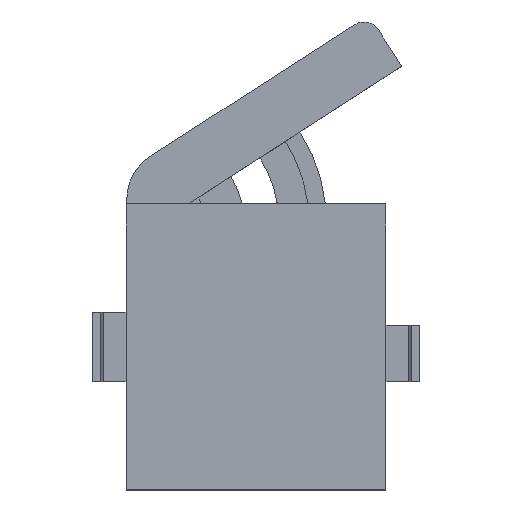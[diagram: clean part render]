
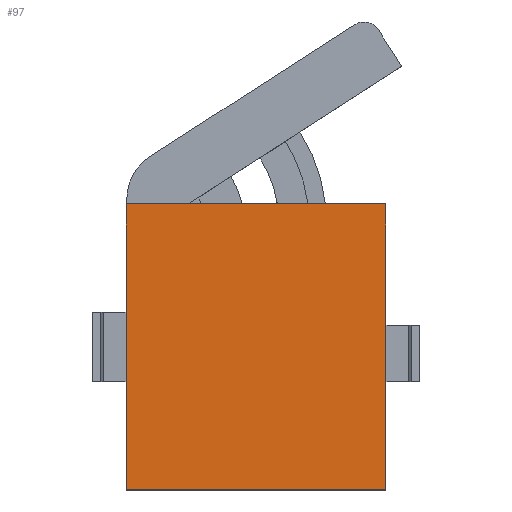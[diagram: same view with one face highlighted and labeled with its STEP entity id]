
A CAD part, top view. The second image highlights one B-rep face of the part: STEP entity #97.
In plain terms, the highlighted planar face has unit normal (0, 0, 1).
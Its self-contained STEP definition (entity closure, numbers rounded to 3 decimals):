
#97=ADVANCED_FACE('',(#233),#234,.T.);
#233=FACE_OUTER_BOUND('',#412,.T.);
#234=PLANE('',#413);
#412=EDGE_LOOP('',(#633,#634,#635,#636));
#413=AXIS2_PLACEMENT_3D('',#637,#638,#639);
#633=ORIENTED_EDGE('',*,*,#1111,.T.);
#634=ORIENTED_EDGE('',*,*,#1112,.T.);
#635=ORIENTED_EDGE('',*,*,#1113,.T.);
#636=ORIENTED_EDGE('',*,*,#1114,.T.);
#637=CARTESIAN_POINT('',(0.0,1.65,0.45));
#638=DIRECTION('',(0.0,0.0,1.0));
#639=DIRECTION('',(1.0,0.0,0.0));
#1111=EDGE_CURVE('',#1343,#1344,#1345,.T.);
#1112=EDGE_CURVE('',#1344,#1346,#1347,.T.);
#1113=EDGE_CURVE('',#1346,#1348,#1349,.T.);
#1114=EDGE_CURVE('',#1348,#1343,#1350,.T.);
#1343=VERTEX_POINT('',#1667);
#1344=VERTEX_POINT('',#1668);
#1345=LINE('',#1669,#1670);
#1346=VERTEX_POINT('',#1671);
#1347=LINE('',#1672,#1673);
#1348=VERTEX_POINT('',#1674);
#1349=LINE('',#1675,#1676);
#1350=LINE('',#1677,#1678);
#1667=CARTESIAN_POINT('',(1.5,0.0,0.45));
#1668=CARTESIAN_POINT('',(1.5,3.3,0.45));
#1669=CARTESIAN_POINT('',(1.5,1.65,0.45));
#1670=VECTOR('',#2010,1.0);
#1671=CARTESIAN_POINT('',(-1.5,3.3,0.45));
#1672=CARTESIAN_POINT('',(0.0,3.3,0.45));
#1673=VECTOR('',#2011,1.0);
#1674=CARTESIAN_POINT('',(-1.5,0.0,0.45));
#1675=CARTESIAN_POINT('',(-1.5,1.65,0.45));
#1676=VECTOR('',#2012,1.0);
#1677=CARTESIAN_POINT('',(0.0,0.0,0.45));
#1678=VECTOR('',#2013,1.0);
#2010=DIRECTION('',(0.0,1.0,0.0));
#2011=DIRECTION('',(-1.0,0.0,0.0));
#2012=DIRECTION('',(0.0,-1.0,0.0));
#2013=DIRECTION('',(1.0,0.0,0.0));
